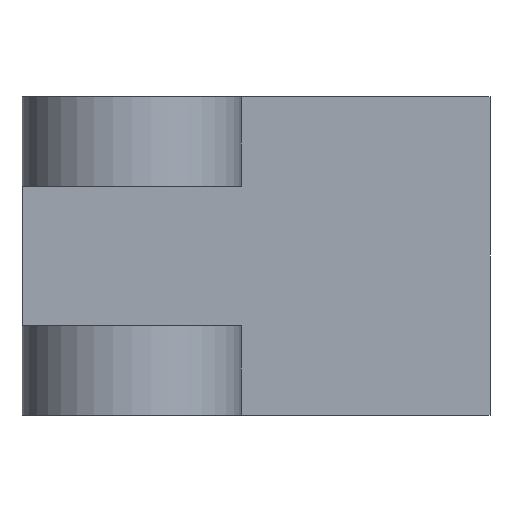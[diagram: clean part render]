
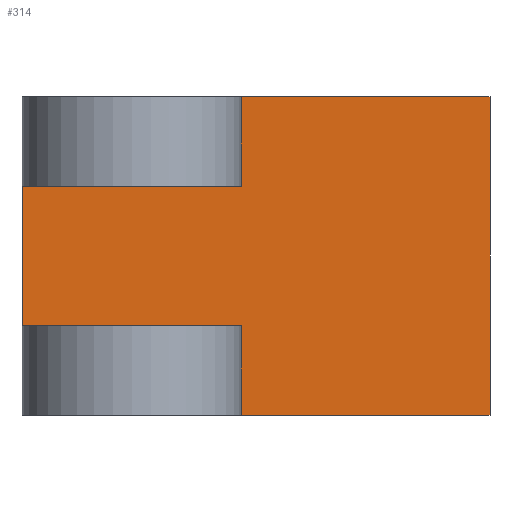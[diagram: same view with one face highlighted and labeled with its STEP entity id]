
A CAD part, front view. The second image highlights one B-rep face of the part: STEP entity #314.
In plain terms, the highlighted planar face has unit normal (0, -1, 0).
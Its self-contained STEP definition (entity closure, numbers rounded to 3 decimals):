
#44=FACE_OUTER_BOUND('',#63,.T.);
#63=EDGE_LOOP('',(#268,#269,#270,#271,#272,#273,#274,#275));
#74=LINE('',#463,#108);
#82=LINE('',#484,#116);
#86=LINE('',#498,#120);
#88=LINE('',#503,#122);
#91=LINE('',#509,#125);
#98=LINE('',#526,#132);
#99=LINE('',#528,#133);
#100=LINE('',#529,#134);
#108=VECTOR('',#374,10.);
#116=VECTOR('',#392,10.);
#120=VECTOR('',#404,10.);
#122=VECTOR('',#410,10.);
#125=VECTOR('',#415,10.);
#132=VECTOR('',#436,10.);
#133=VECTOR('',#439,10.);
#134=VECTOR('',#440,10.);
#141=VERTEX_POINT('',#460);
#142=VERTEX_POINT('',#462);
#148=VERTEX_POINT('',#480);
#150=VERTEX_POINT('',#483);
#154=VERTEX_POINT('',#492);
#156=VERTEX_POINT('',#496);
#159=VERTEX_POINT('',#508);
#162=VERTEX_POINT('',#524);
#170=EDGE_CURVE('',#141,#142,#74,.T.);
#180=EDGE_CURVE('',#150,#148,#82,.T.);
#187=EDGE_CURVE('',#154,#156,#86,.T.);
#190=EDGE_CURVE('',#150,#156,#88,.T.);
#193=EDGE_CURVE('',#154,#159,#91,.T.);
#202=EDGE_CURVE('',#141,#162,#98,.T.);
#203=EDGE_CURVE('',#142,#148,#99,.T.);
#204=EDGE_CURVE('',#159,#162,#100,.T.);
#268=ORIENTED_EDGE('',*,*,#203,.F.);
#269=ORIENTED_EDGE('',*,*,#170,.F.);
#270=ORIENTED_EDGE('',*,*,#202,.T.);
#271=ORIENTED_EDGE('',*,*,#204,.F.);
#272=ORIENTED_EDGE('',*,*,#193,.F.);
#273=ORIENTED_EDGE('',*,*,#187,.T.);
#274=ORIENTED_EDGE('',*,*,#190,.F.);
#275=ORIENTED_EDGE('',*,*,#180,.T.);
#298=PLANE('',#358);
#314=ADVANCED_FACE('',(#44),#298,.T.);
#358=AXIS2_PLACEMENT_3D('',#527,#437,#438);
#374=DIRECTION('',(-1.,0.,0.));
#392=DIRECTION('',(1.,0.,0.));
#404=DIRECTION('',(-1.,0.,0.));
#410=DIRECTION('',(0.,0.,1.));
#415=DIRECTION('',(0.,0.,1.));
#436=DIRECTION('',(0.,0.,1.));
#437=DIRECTION('center_axis',(0.,-1.,0.));
#438=DIRECTION('ref_axis',(1.,0.,0.));
#439=DIRECTION('',(0.,0.,1.));
#440=DIRECTION('',(1.,0.,0.));
#460=CARTESIAN_POINT('',(23.5,-7.,-8.));
#462=CARTESIAN_POINT('',(11.,-7.,-8.));
#463=CARTESIAN_POINT('',(11.,-7.,-8.));
#480=CARTESIAN_POINT('',(11.,-7.,-3.5));
#483=CARTESIAN_POINT('',(0.,-7.,-3.5));
#484=CARTESIAN_POINT('',(15.74,-7.,-3.5));
#492=CARTESIAN_POINT('',(11.,-7.,3.5));
#496=CARTESIAN_POINT('',(0.,-7.,3.5));
#498=CARTESIAN_POINT('',(15.74,-7.,3.5));
#503=CARTESIAN_POINT('',(0.,-7.,0.));
#508=CARTESIAN_POINT('',(11.,-7.,8.));
#509=CARTESIAN_POINT('',(11.,-7.,0.));
#524=CARTESIAN_POINT('',(23.5,-7.,8.));
#526=CARTESIAN_POINT('',(23.5,-7.,0.));
#527=CARTESIAN_POINT('Origin',(11.,-7.,0.));
#528=CARTESIAN_POINT('',(11.,-7.,0.));
#529=CARTESIAN_POINT('',(11.,-7.,8.));
